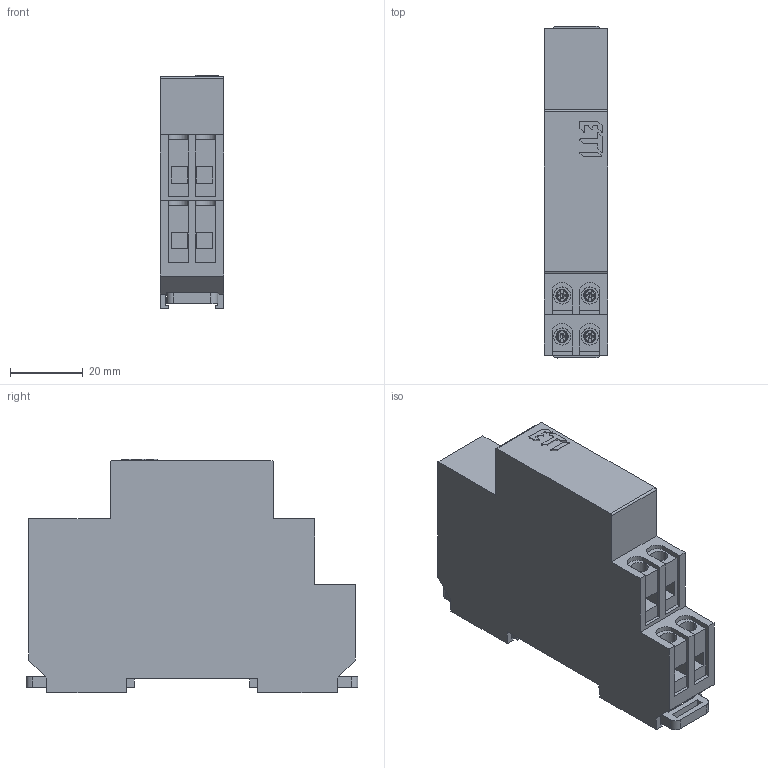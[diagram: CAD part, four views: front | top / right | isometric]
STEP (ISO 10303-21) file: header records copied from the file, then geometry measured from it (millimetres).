
FILE_DESCRIPTION((''),'2;1');
FILE_NAME('NEW_ASM','2020-11-12T',('marketing.praksa'),('Audax d.o.o.'),'CREO PARAMETRIC BY PTC INC, 2017480','CREO PARAMETRIC BY PTC INC, 2017480','');
FILE_SCHEMA(('AUTOMOTIVE_DESIGN { 1 0 10303 214 1 1 1 1 }'));
Length unit declared in the file: millimetre
Products named in the file (12): OPEN_CASCADE_STEP_TRANSLATOR-61; OPEN_CASCADE_STEP_TRANSLA-13592; OPEN_CASCADE_STEP_TRANSLA-15959; OPEN_CASCADE_STEP_TRANSLA-18327; OPEN_CASCADE_STEP_TRANSLA-19034; OPEN_CASCADE_STEP_TRANSLA-20411; OPEN_CASCADE_STEP_TRANSLATOR-_2_ASM; PRT0017; PRT0018; PRT0019; PRT0020; NEW_ASM
Assembly tree (11 placements, depth 3):
  NEW_ASM
    OPEN_CASCADE_STEP_TRANSLATOR-_2_ASM
      OPEN_CASCADE_STEP_TRANSLATOR-61
      OPEN_CASCADE_STEP_TRANSLA-13592
      OPEN_CASCADE_STEP_TRANSLA-15959
      OPEN_CASCADE_STEP_TRANSLA-18327
      OPEN_CASCADE_STEP_TRANSLA-19034
      OPEN_CASCADE_STEP_TRANSLA-20411
    PRT0017
    PRT0018
    PRT0019
    PRT0020
Bounding box: 17.5 x 91.33 x 64.12 mm (x, y, z)
Volume: 78533.9 mm3; surface area: 18515.4 mm2
Topology: 10 solids, 10 shells, 408 faces, 1108 edges, 724 vertices
Faces by surface type: plane 238, cylinder 96, cone 32, bspline 16, torus 16, sphere 8, extrusion 2
Entity records: 21049 total; most frequent: CARTESIAN_POINT 3928, ORIENTED_EDGE 2200, DIRECTION 2112, PRESENTATION_STYLE_ASSIGNMENT 1520, STYLED_ITEM 1500, CURVE_STYLE 1102, EDGE_CURVE 1100, AXIS2_PLACEMENT_3D 731
